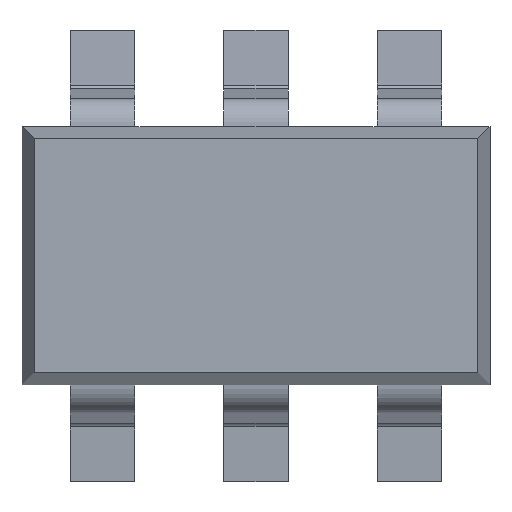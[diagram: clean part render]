
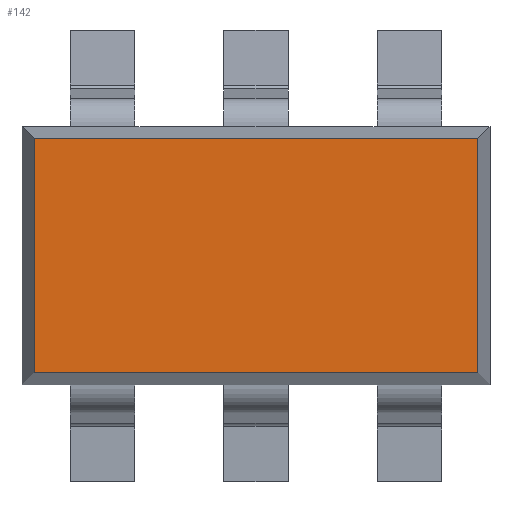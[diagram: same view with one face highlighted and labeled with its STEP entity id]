
A CAD part, top view. The second image highlights one B-rep face of the part: STEP entity #142.
In plain terms, the highlighted planar face has unit normal (0, 0, 1).
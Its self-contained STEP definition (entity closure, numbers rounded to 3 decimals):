
#142 = ADVANCED_FACE( '', ( #338 ), #339, .T. );
#338 = FACE_OUTER_BOUND( '', #585, .T. );
#339 = PLANE( '', #586 );
#585 = EDGE_LOOP( '', ( #951, #952, #953, #954 ) );
#586 = AXIS2_PLACEMENT_3D( '', #955, #956, #957 );
#951 = ORIENTED_EDGE( '', *, *, #1626, .T. );
#952 = ORIENTED_EDGE( '', *, *, #1627, .T. );
#953 = ORIENTED_EDGE( '', *, *, #1628, .T. );
#954 = ORIENTED_EDGE( '', *, *, #1629, .T. );
#955 = CARTESIAN_POINT( '', ( -1.45, -0.8, 0.46 ) );
#956 = DIRECTION( '', ( 0., 0., 1. ) );
#957 = DIRECTION( '', ( 1., 0., 0. ) );
#1626 = EDGE_CURVE( '', #1998, #1999, #2000, .F. );
#1627 = EDGE_CURVE( '', #1999, #2001, #2002, .F. );
#1628 = EDGE_CURVE( '', #2001, #2003, #2004, .F. );
#1629 = EDGE_CURVE( '', #2003, #1998, #2005, .F. );
#1998 = VERTEX_POINT( '', #2496 );
#1999 = VERTEX_POINT( '', #2497 );
#2000 = LINE( '', #2498, #2499 );
#2001 = VERTEX_POINT( '', #2500 );
#2002 = LINE( '', #2501, #2502 );
#2003 = VERTEX_POINT( '', #2503 );
#2004 = LINE( '', #2504, #2505 );
#2005 = LINE( '', #2506, #2507 );
#2496 = CARTESIAN_POINT( '', ( -1.375, 0.725, 0.46 ) );
#2497 = CARTESIAN_POINT( '', ( -1.375, -0.725, 0.46 ) );
#2498 = CARTESIAN_POINT( '', ( -1.375, 0., 0.46 ) );
#2499 = VECTOR( '', #2970, 1000. );
#2500 = CARTESIAN_POINT( '', ( 1.375, -0.725, 0.46 ) );
#2501 = CARTESIAN_POINT( '', ( 0., -0.725, 0.46 ) );
#2502 = VECTOR( '', #2971, 1000. );
#2503 = CARTESIAN_POINT( '', ( 1.375, 0.725, 0.46 ) );
#2504 = CARTESIAN_POINT( '', ( 1.375, 0., 0.46 ) );
#2505 = VECTOR( '', #2972, 1000. );
#2506 = CARTESIAN_POINT( '', ( 0., 0.725, 0.46 ) );
#2507 = VECTOR( '', #2973, 1000. );
#2970 = DIRECTION( '', ( 0., 1., 0. ) );
#2971 = DIRECTION( '', ( -1., 0., 0. ) );
#2972 = DIRECTION( '', ( 0., -1., 0. ) );
#2973 = DIRECTION( '', ( 1., 0., 0. ) );
